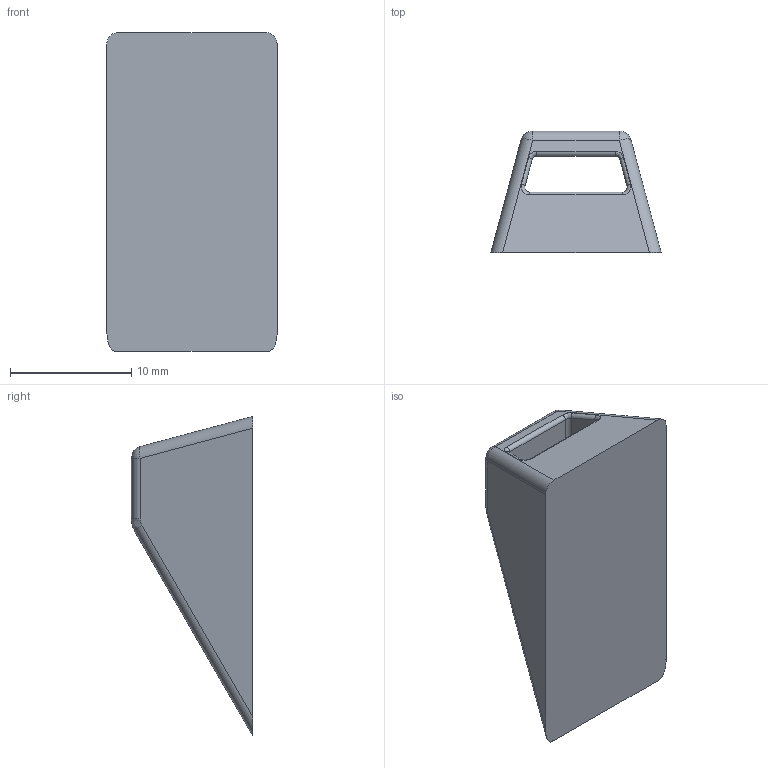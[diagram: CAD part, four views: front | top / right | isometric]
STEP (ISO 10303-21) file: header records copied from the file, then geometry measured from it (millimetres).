
FILE_DESCRIPTION (( 'STEP AP214' ), '1' );
FILE_NAME ('PAPR_facefit_strap_tie-points.STEP', '2021-02-13T18:43:19', ( '' ), ( '' ), 'SwSTEP 2.0', 'SolidWorks 2020', '' );
FILE_SCHEMA (( 'AUTOMOTIVE_DESIGN' ));
Length unit declared in the file: millimetre
Products named in the file (1): PAPR_facefit_strap_tie-points
Bounding box: 14.04 x 10 x 26.3 mm (x, y, z)
Volume: 1610.6 mm3; surface area: 1282.3 mm2
Topology: 1 solids, 1 shells, 43 faces, 97 edges, 56 vertices
Faces by surface type: cylinder 21, plane 10, bspline 10, sphere 2
Entity records: 1421 total; most frequent: CARTESIAN_POINT 529, ORIENTED_EDGE 194, DIRECTION 165, EDGE_CURVE 97, AXIS2_PLACEMENT_3D 60, VERTEX_POINT 56, LINE 45, VECTOR 45
